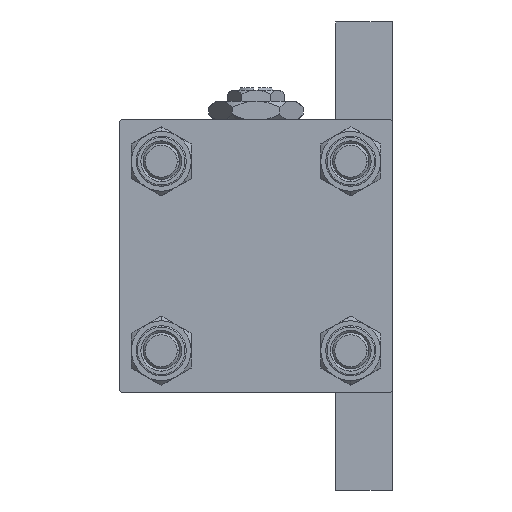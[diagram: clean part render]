
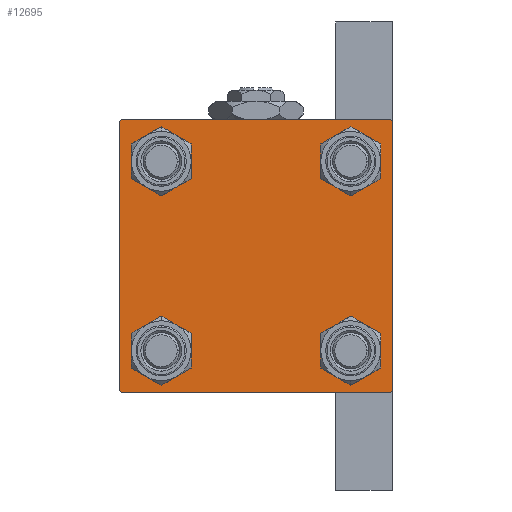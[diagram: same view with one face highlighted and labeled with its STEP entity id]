
A CAD part, left-side view. The second image highlights one B-rep face of the part: STEP entity #12695.
In plain terms, the highlighted planar face has unit normal (-1, 0, 0).
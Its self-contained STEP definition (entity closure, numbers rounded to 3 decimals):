
#363 = EDGE_CURVE ( 'NONE', #7487, #15557, #31928, .T. ) ;
#577 = AXIS2_PLACEMENT_3D ( 'NONE', #16226, #24362, #48504 ) ;
#796 = EDGE_CURVE ( 'NONE', #10464, #32485, #41454, .T. ) ;
#833 = ORIENTED_EDGE ( 'NONE', *, *, #52313, .T. ) ;
#1023 = VECTOR ( 'NONE', #36575, 1000. ) ;
#2394 = DIRECTION ( 'NONE',  ( 0., 0.707, -0.707 ) ) ;
#2781 = DIRECTION ( 'NONE',  ( 0., 0., 1. ) ) ;
#3314 = CARTESIAN_POINT ( 'NONE',  ( 0., -30., 29.5 ) ) ;
#4202 = AXIS2_PLACEMENT_3D ( 'NONE', #36923, #16307, #49124 ) ;
#4277 = CARTESIAN_POINT ( 'NONE',  ( 0., 20.85, 25.35 ) ) ;
#4689 = DIRECTION ( 'NONE',  ( 0., 0.707, 0.707 ) ) ;
#4728 = EDGE_CURVE ( 'NONE', #51930, #42558, #20013, .T. ) ;
#5480 = CARTESIAN_POINT ( 'NONE',  ( 0., 20.85, -20.85 ) ) ;
#6267 = CARTESIAN_POINT ( 'NONE',  ( 0., -20.85, -25.35 ) ) ;
#6921 = DIRECTION ( 'NONE',  ( 1., 0., 0. ) ) ;
#7127 = CARTESIAN_POINT ( 'NONE',  ( 0., -29.5, -30. ) ) ;
#7487 = VERTEX_POINT ( 'NONE', #8963 ) ;
#7546 = FACE_BOUND ( 'NONE', #28450, .T. ) ;
#7815 = CARTESIAN_POINT ( 'NONE',  ( 0., -20.85, -20.85 ) ) ;
#7929 = ORIENTED_EDGE ( 'NONE', *, *, #47230, .T. ) ;
#8079 = CARTESIAN_POINT ( 'NONE',  ( 0., 30., -29.5 ) ) ;
#8346 = FACE_BOUND ( 'NONE', #10864, .T. ) ;
#8588 = DIRECTION ( 'NONE',  ( 0., 0., 1. ) ) ;
#8963 = CARTESIAN_POINT ( 'NONE',  ( 0., -20.85, -16.35 ) ) ;
#9297 = LINE ( 'NONE', #42383, #38141 ) ;
#10250 = LINE ( 'NONE', #51733, #17695 ) ;
#10464 = VERTEX_POINT ( 'NONE', #53409 ) ;
#10864 = EDGE_LOOP ( 'NONE', ( #50702, #19272 ) ) ;
#11471 = ORIENTED_EDGE ( 'NONE', *, *, #41853, .T. ) ;
#11474 = CARTESIAN_POINT ( 'NONE',  ( 0., 20.85, 20.85 ) ) ;
#11493 = VERTEX_POINT ( 'NONE', #28484 ) ;
#11641 = CARTESIAN_POINT ( 'NONE',  ( 0., -29.75, -29.75 ) ) ;
#11903 = FACE_OUTER_BOUND ( 'NONE', #51523, .T. ) ;
#12695 = ADVANCED_FACE ( 'NONE', ( #7546, #32239, #8346, #32762, #11903 ), #20294, .T. ) ;
#13035 = VERTEX_POINT ( 'NONE', #27977 ) ;
#13536 = CARTESIAN_POINT ( 'NONE',  ( 0., -20.85, 20.85 ) ) ;
#13542 = EDGE_LOOP ( 'NONE', ( #45318, #17687 ) ) ;
#13632 = ORIENTED_EDGE ( 'NONE', *, *, #43373, .T. ) ;
#14125 = CARTESIAN_POINT ( 'NONE',  ( 0., 30., -30. ) ) ;
#15557 = VERTEX_POINT ( 'NONE', #6267 ) ;
#15635 = CARTESIAN_POINT ( 'NONE',  ( 0., -30., -29.5 ) ) ;
#16226 = CARTESIAN_POINT ( 'NONE',  ( 0., 0., 0. ) ) ;
#16307 = DIRECTION ( 'NONE',  ( 1., 0., 0. ) ) ;
#16357 = EDGE_CURVE ( 'NONE', #32485, #10464, #18889, .T. ) ;
#16733 = CIRCLE ( 'NONE', #43601, 4.5 ) ;
#17125 = EDGE_CURVE ( 'NONE', #44773, #23257, #19143, .T. ) ;
#17423 = CIRCLE ( 'NONE', #36484, 4.5 ) ;
#17687 = ORIENTED_EDGE ( 'NONE', *, *, #21940, .T. ) ;
#17695 = VECTOR ( 'NONE', #39802, 1000. ) ;
#17988 = ORIENTED_EDGE ( 'NONE', *, *, #41500, .T. ) ;
#18452 = DIRECTION ( 'NONE',  ( 0., -1., 0. ) ) ;
#18889 = CIRCLE ( 'NONE', #23269, 4.5 ) ;
#18958 = VERTEX_POINT ( 'NONE', #32261 ) ;
#19071 = VECTOR ( 'NONE', #2394, 1000. ) ;
#19143 = LINE ( 'NONE', #24500, #32787 ) ;
#19272 = ORIENTED_EDGE ( 'NONE', *, *, #796, .T. ) ;
#20013 = LINE ( 'NONE', #48767, #19071 ) ;
#20294 = PLANE ( 'NONE',  #577 ) ;
#20734 = AXIS2_PLACEMENT_3D ( 'NONE', #7815, #49044, #44718 ) ;
#21876 = VECTOR ( 'NONE', #45231, 1000. ) ;
#21933 = DIRECTION ( 'NONE',  ( 0., 0., 1. ) ) ;
#21940 = EDGE_CURVE ( 'NONE', #15557, #7487, #32859, .T. ) ;
#22016 = ORIENTED_EDGE ( 'NONE', *, *, #52966, .T. ) ;
#22271 = EDGE_CURVE ( 'NONE', #44773, #13035, #41856, .T. ) ;
#23257 = VERTEX_POINT ( 'NONE', #15635 ) ;
#23269 = AXIS2_PLACEMENT_3D ( 'NONE', #5480, #38571, #39632 ) ;
#23394 = ORIENTED_EDGE ( 'NONE', *, *, #30382, .T. ) ;
#23991 = CARTESIAN_POINT ( 'NONE',  ( 0., 20.85, -16.35 ) ) ;
#24362 = DIRECTION ( 'NONE',  ( -1., 0., 0. ) ) ;
#24500 = CARTESIAN_POINT ( 'NONE',  ( 0., -30., 30. ) ) ;
#26116 = DIRECTION ( 'NONE',  ( 0., -0.707, -0.707 ) ) ;
#26274 = DIRECTION ( 'NONE',  ( 1., 0., 0. ) ) ;
#26333 = CIRCLE ( 'NONE', #42780, 4.5 ) ;
#26349 = ORIENTED_EDGE ( 'NONE', *, *, #46189, .F. ) ;
#27579 = DIRECTION ( 'NONE',  ( 1., 0., 0. ) ) ;
#27977 = CARTESIAN_POINT ( 'NONE',  ( 0., -29.5, 30. ) ) ;
#28450 = EDGE_LOOP ( 'NONE', ( #48051, #13632 ) ) ;
#28484 = CARTESIAN_POINT ( 'NONE',  ( 0., -20.85, 16.35 ) ) ;
#28832 = DIRECTION ( 'NONE',  ( 0., 0., -1. ) ) ;
#29848 = CIRCLE ( 'NONE', #43680, 4.5 ) ;
#30382 = EDGE_CURVE ( 'NONE', #45642, #23257, #48774, .T. ) ;
#30479 = VERTEX_POINT ( 'NONE', #8079 ) ;
#31002 = CARTESIAN_POINT ( 'NONE',  ( 0., 29.5, -30. ) ) ;
#31928 = CIRCLE ( 'NONE', #4202, 4.5 ) ;
#32239 = FACE_BOUND ( 'NONE', #13542, .T. ) ;
#32261 = CARTESIAN_POINT ( 'NONE',  ( 0., -20.85, 25.35 ) ) ;
#32485 = VERTEX_POINT ( 'NONE', #23991 ) ;
#32492 = CARTESIAN_POINT ( 'NONE',  ( 0., 30., 30. ) ) ;
#32762 = FACE_BOUND ( 'NONE', #46115, .T. ) ;
#32787 = VECTOR ( 'NONE', #28832, 1000. ) ;
#32859 = CIRCLE ( 'NONE', #20734, 4.5 ) ;
#34091 = CARTESIAN_POINT ( 'NONE',  ( 0., 20.85, 20.85 ) ) ;
#34162 = VERTEX_POINT ( 'NONE', #49141 ) ;
#35154 = CARTESIAN_POINT ( 'NONE',  ( 0., 30., 29.5 ) ) ;
#35948 = DIRECTION ( 'NONE',  ( 0., 0., 1. ) ) ;
#36484 = AXIS2_PLACEMENT_3D ( 'NONE', #44623, #6921, #35948 ) ;
#36575 = DIRECTION ( 'NONE',  ( 0., -0.707, 0.707 ) ) ;
#36923 = CARTESIAN_POINT ( 'NONE',  ( 0., -20.85, -20.85 ) ) ;
#36926 = ORIENTED_EDGE ( 'NONE', *, *, #4728, .T. ) ;
#37176 = VERTEX_POINT ( 'NONE', #31002 ) ;
#38141 = VECTOR ( 'NONE', #26116, 1000. ) ;
#38334 = ORIENTED_EDGE ( 'NONE', *, *, #17125, .F. ) ;
#38571 = DIRECTION ( 'NONE',  ( 1., 0., 0. ) ) ;
#39632 = DIRECTION ( 'NONE',  ( 0., 0., 1. ) ) ;
#39802 = DIRECTION ( 'NONE',  ( 0., 0., -1. ) ) ;
#40360 = LINE ( 'NONE', #32492, #21876 ) ;
#40661 = CARTESIAN_POINT ( 'NONE',  ( 0., 29.5, 30. ) ) ;
#41454 = CIRCLE ( 'NONE', #46631, 4.5 ) ;
#41500 = EDGE_CURVE ( 'NONE', #30479, #37176, #9297, .T. ) ;
#41853 = EDGE_CURVE ( 'NONE', #37176, #45642, #51262, .T. ) ;
#41856 = LINE ( 'NONE', #50232, #52788 ) ;
#42383 = CARTESIAN_POINT ( 'NONE',  ( 0., 29.75, -29.75 ) ) ;
#42558 = VERTEX_POINT ( 'NONE', #35154 ) ;
#42780 = AXIS2_PLACEMENT_3D ( 'NONE', #11474, #44270, #2781 ) ;
#43373 = EDGE_CURVE ( 'NONE', #11493, #18958, #17423, .T. ) ;
#43601 = AXIS2_PLACEMENT_3D ( 'NONE', #34091, #45754, #8588 ) ;
#43680 = AXIS2_PLACEMENT_3D ( 'NONE', #13536, #26274, #21933 ) ;
#43856 = CARTESIAN_POINT ( 'NONE',  ( 0., 20.85, -20.85 ) ) ;
#44270 = DIRECTION ( 'NONE',  ( 1., 0., 0. ) ) ;
#44623 = CARTESIAN_POINT ( 'NONE',  ( 0., -20.85, 20.85 ) ) ;
#44718 = DIRECTION ( 'NONE',  ( 0., 0., 1. ) ) ;
#44773 = VERTEX_POINT ( 'NONE', #3314 ) ;
#45231 = DIRECTION ( 'NONE',  ( 0., -1., 0. ) ) ;
#45318 = ORIENTED_EDGE ( 'NONE', *, *, #363, .T. ) ;
#45642 = VERTEX_POINT ( 'NONE', #7127 ) ;
#45754 = DIRECTION ( 'NONE',  ( 1., 0., 0. ) ) ;
#46115 = EDGE_LOOP ( 'NONE', ( #7929, #833 ) ) ;
#46189 = EDGE_CURVE ( 'NONE', #51930, #13035, #40360, .T. ) ;
#46631 = AXIS2_PLACEMENT_3D ( 'NONE', #43856, #27579, #47393 ) ;
#47230 = EDGE_CURVE ( 'NONE', #49415, #34162, #16733, .T. ) ;
#47393 = DIRECTION ( 'NONE',  ( 0., 0., 1. ) ) ;
#48051 = ORIENTED_EDGE ( 'NONE', *, *, #53614, .T. ) ;
#48504 = DIRECTION ( 'NONE',  ( 0., 0., 1. ) ) ;
#48558 = VECTOR ( 'NONE', #18452, 1000. ) ;
#48767 = CARTESIAN_POINT ( 'NONE',  ( 0., 29.75, 29.75 ) ) ;
#48774 = LINE ( 'NONE', #11641, #1023 ) ;
#48883 = ORIENTED_EDGE ( 'NONE', *, *, #22271, .T. ) ;
#49044 = DIRECTION ( 'NONE',  ( 1., 0., 0. ) ) ;
#49124 = DIRECTION ( 'NONE',  ( 0., 0., 1. ) ) ;
#49141 = CARTESIAN_POINT ( 'NONE',  ( 0., 20.85, 16.35 ) ) ;
#49415 = VERTEX_POINT ( 'NONE', #4277 ) ;
#50232 = CARTESIAN_POINT ( 'NONE',  ( 0., -29.75, 29.75 ) ) ;
#50702 = ORIENTED_EDGE ( 'NONE', *, *, #16357, .T. ) ;
#51262 = LINE ( 'NONE', #14125, #48558 ) ;
#51523 = EDGE_LOOP ( 'NONE', ( #22016, #17988, #11471, #23394, #38334, #48883, #26349, #36926 ) ) ;
#51733 = CARTESIAN_POINT ( 'NONE',  ( 0., 30., 30. ) ) ;
#51930 = VERTEX_POINT ( 'NONE', #40661 ) ;
#52313 = EDGE_CURVE ( 'NONE', #34162, #49415, #26333, .T. ) ;
#52788 = VECTOR ( 'NONE', #4689, 1000. ) ;
#52966 = EDGE_CURVE ( 'NONE', #42558, #30479, #10250, .T. ) ;
#53409 = CARTESIAN_POINT ( 'NONE',  ( 0., 20.85, -25.35 ) ) ;
#53614 = EDGE_CURVE ( 'NONE', #18958, #11493, #29848, .T. ) ;
